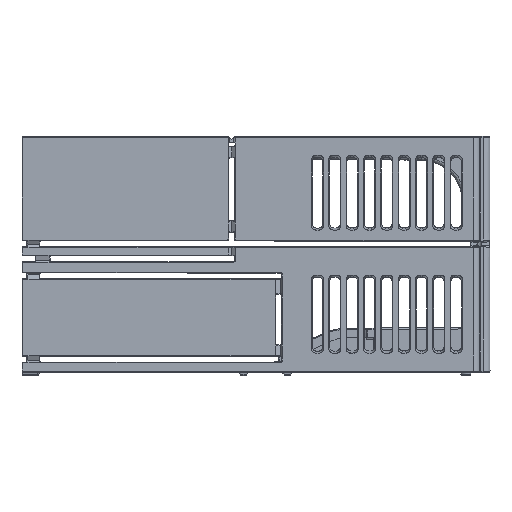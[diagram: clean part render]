
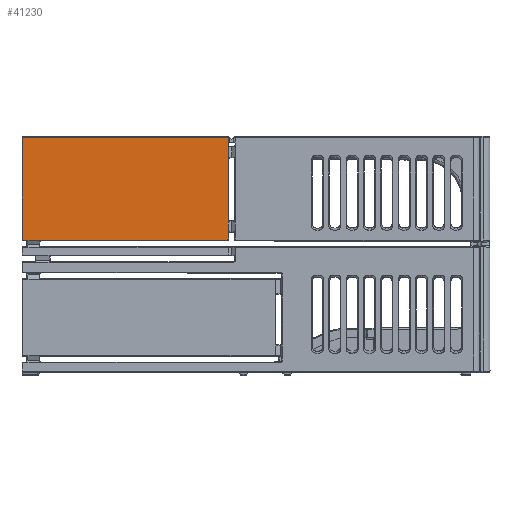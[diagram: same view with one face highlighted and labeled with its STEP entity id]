
A CAD part, left-side view. The second image highlights one B-rep face of the part: STEP entity #41230.
In plain terms, the highlighted planar face has unit normal (-1, 0, 0).
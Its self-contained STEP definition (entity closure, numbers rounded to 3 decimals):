
#7850=DIRECTION('',(0.,-1.,0.));
#7851=VECTOR('',#7850,1.102);
#7852=CARTESIAN_POINT('',(-60.,135.,8.));
#7853=LINE('',#7852,#7851);
#7879=DIRECTION('',(0.,1.,0.));
#7880=VECTOR('',#7879,59.5);
#7881=CARTESIAN_POINT('',(-60.,75.5,37.7));
#7882=LINE('',#7881,#7880);
#9011=DIRECTION('',(0.,0.,1.));
#9012=VECTOR('',#9011,1.703);
#9013=CARTESIAN_POINT('',(-60.,75.5,8.398));
#9014=LINE('',#9013,#9012);
#9029=CARTESIAN_POINT('',(-60.,75.898,8.));
#9030=CARTESIAN_POINT('',(-60.,75.766,8.));
#9031=CARTESIAN_POINT('',(-60.,75.6,8.1));
#9032=CARTESIAN_POINT('',(-60.,75.5,8.266));
#9033=CARTESIAN_POINT('',(-60.,75.5,8.398));
#9047=DIRECTION('',(0.,-1.,0.));
#9048=VECTOR('',#9047,53.703);
#9049=CARTESIAN_POINT('',(-60.,129.602,8.));
#9050=LINE('',#9049,#9048);
#9094=DIRECTION('',(0.,-1.,0.));
#9095=VECTOR('',#9094,4.297);
#9096=CARTESIAN_POINT('',(-60.,133.898,8.));
#9097=LINE('',#9096,#9095);
#9117=DIRECTION('',(0.,0.,1.));
#9118=VECTOR('',#9117,29.7);
#9119=CARTESIAN_POINT('',(-60.,135.,8.));
#9120=LINE('',#9119,#9118);
#9146=DIRECTION('',(0.,0.,1.));
#9147=VECTOR('',#9146,2.298);
#9148=CARTESIAN_POINT('',(-60.,75.5,35.402));
#9149=LINE('',#9148,#9147);
#15872=DIRECTION('',(0.,0.,1.));
#15873=VECTOR('',#15872,17.703);
#15874=CARTESIAN_POINT('',(-60.,75.5,
13.898));
#15875=LINE('',#15874,#15873);
#15921=DIRECTION('',(0.,0.,1.));
#15922=VECTOR('',#15921,3.8);
#15923=CARTESIAN_POINT('',(-60.,75.5,
31.602));
#15924=LINE('',#15923,#15922);
#15925=DIRECTION('',(0.,0.,1.));
#15926=VECTOR('',#15925,3.797);
#15927=CARTESIAN_POINT('',(-60.,75.5,
10.102));
#15928=LINE('',#15927,#15926);
#22921=CARTESIAN_POINT('',(-60.,135.,8.));
#22922=CARTESIAN_POINT('',(-60.,135.,37.7));
#22923=VERTEX_POINT('',#22921);
#22924=VERTEX_POINT('',#22922);
#23327=CARTESIAN_POINT('',(-60.,75.5,
35.402));
#23328=CARTESIAN_POINT('',(-60.,75.5,37.7));
#23329=VERTEX_POINT('',#23327);
#23330=VERTEX_POINT('',#23328);
#23331=CARTESIAN_POINT('',(-60.,75.5,
13.898));
#23332=CARTESIAN_POINT('',(-60.,75.5,
31.602));
#23333=VERTEX_POINT('',#23331);
#23334=VERTEX_POINT('',#23332);
#23335=CARTESIAN_POINT('',(-60.,75.5,8.398));
#23336=CARTESIAN_POINT('',(-60.,75.5,
10.102));
#23337=VERTEX_POINT('',#23335);
#23338=VERTEX_POINT('',#23336);
#23339=CARTESIAN_POINT('',(-60.,129.602,
8.));
#23340=CARTESIAN_POINT('',(-60.,75.898,8.));
#23341=VERTEX_POINT('',#23339);
#23342=VERTEX_POINT('',#23340);
#23343=CARTESIAN_POINT('',(-60.,133.898,
8.));
#23344=VERTEX_POINT('',#23343);
#41208=CARTESIAN_POINT('',(-60.,105.25,22.85));
#41209=DIRECTION('',(1.,0.,0.));
#41210=DIRECTION('',(0.,0.,1.));
#41211=AXIS2_PLACEMENT_3D('',#41208,#41209,#41210);
#41212=PLANE('',#41211);
#41213=ORIENTED_EDGE('',*,*,#39019,.F.);
#41215=ORIENTED_EDGE('',*,*,#41214,.F.);
#41217=ORIENTED_EDGE('',*,*,#41216,.F.);
#41219=ORIENTED_EDGE('',*,*,#41218,.F.);
#41221=ORIENTED_EDGE('',*,*,#41220,.F.);
#41222=ORIENTED_EDGE('',*,*,#41117,.F.);
#41223=ORIENTED_EDGE('',*,*,#41133,.F.);
#41224=ORIENTED_EDGE('',*,*,#41147,.F.);
#41225=ORIENTED_EDGE('',*,*,#41200,.F.);
#41226=ORIENTED_EDGE('',*,*,#38983,.F.);
#41227=ORIENTED_EDGE('',*,*,#38995,.T.);
#41228=EDGE_LOOP('',(#41213,#41215,#41217,#41219,#41221,#41222,#41223,#41224,
#41225,#41226,#41227));
#41229=FACE_OUTER_BOUND('',#41228,.F.);
#41230=ADVANCED_FACE('',(#41229),#41212,.F.);
#9034=B_SPLINE_CURVE_WITH_KNOTS('',3,(#9029,#9030,#9031,#9032,#9033),
.UNSPECIFIED.,.F.,.F.,(4,1,4),(0.,0.5,1.),.UNSPECIFIED.);
#38983=EDGE_CURVE('',#22923,#23344,#7853,.T.);
#38995=EDGE_CURVE('',#22923,#22924,#9120,.T.);
#39019=EDGE_CURVE('',#23330,#22924,#7882,.T.);
#41117=EDGE_CURVE('',#23337,#23338,#9014,.T.);
#41133=EDGE_CURVE('',#23342,#23337,#9034,.T.);
#41147=EDGE_CURVE('',#23341,#23342,#9050,.T.);
#41200=EDGE_CURVE('',#23344,#23341,#9097,.T.);
#41214=EDGE_CURVE('',#23329,#23330,#9149,.T.);
#41216=EDGE_CURVE('',#23334,#23329,#15924,.T.);
#41218=EDGE_CURVE('',#23333,#23334,#15875,.T.);
#41220=EDGE_CURVE('',#23338,#23333,#15928,.T.);
